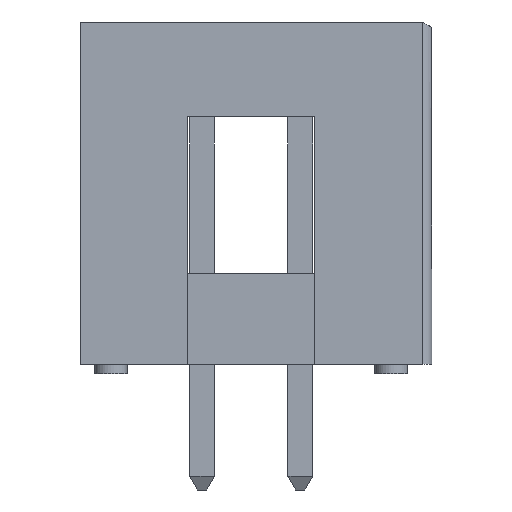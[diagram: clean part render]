
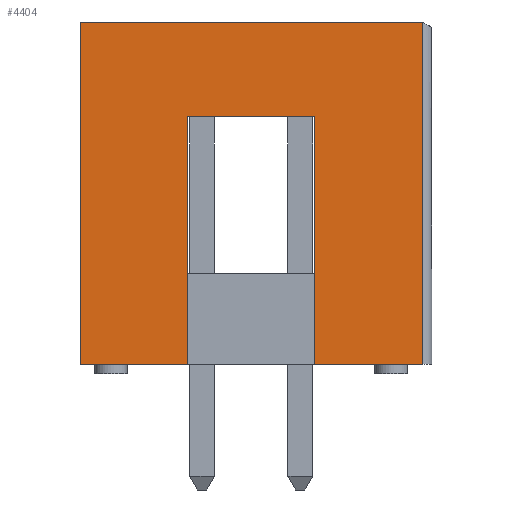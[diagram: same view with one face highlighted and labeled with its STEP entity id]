
A CAD part, front view. The second image highlights one B-rep face of the part: STEP entity #4404.
In plain terms, the highlighted planar face has unit normal (0, -1, 0).
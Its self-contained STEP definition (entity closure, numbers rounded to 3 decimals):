
#235=FACE_OUTER_BOUND('',#505,.T.);
#505=EDGE_LOOP('',(#3376,#3377,#3378,#3379,#3380,#3381,#3382,#3383));
#941=LINE('',#6625,#1527);
#944=LINE('',#6632,#1530);
#945=LINE('',#6633,#1531);
#946=LINE('',#6635,#1532);
#947=LINE('',#6637,#1533);
#948=LINE('',#6639,#1534);
#949=LINE('',#6641,#1535);
#950=LINE('',#6642,#1536);
#1527=VECTOR('',#5446,1000.);
#1530=VECTOR('',#5451,1000.);
#1531=VECTOR('',#5452,1000.);
#1532=VECTOR('',#5453,1000.);
#1533=VECTOR('',#5454,1000.);
#1534=VECTOR('',#5455,1000.);
#1535=VECTOR('',#5456,1000.);
#1536=VECTOR('',#5457,1000.);
#1998=VERTEX_POINT('',#6621);
#2000=VERTEX_POINT('',#6624);
#2002=VERTEX_POINT('',#6630);
#2003=VERTEX_POINT('',#6631);
#2004=VERTEX_POINT('',#6634);
#2005=VERTEX_POINT('',#6636);
#2006=VERTEX_POINT('',#6638);
#2007=VERTEX_POINT('',#6640);
#2483=EDGE_CURVE('',#2000,#1998,#941,.T.);
#2486=EDGE_CURVE('',#2002,#2003,#944,.T.);
#2487=EDGE_CURVE('',#2003,#2000,#945,.T.);
#2488=EDGE_CURVE('',#2004,#1998,#946,.T.);
#2489=EDGE_CURVE('',#2005,#2004,#947,.T.);
#2490=EDGE_CURVE('',#2005,#2006,#948,.T.);
#2491=EDGE_CURVE('',#2007,#2006,#949,.T.);
#2492=EDGE_CURVE('',#2002,#2007,#950,.T.);
#3376=ORIENTED_EDGE('',*,*,#2486,.T.);
#3377=ORIENTED_EDGE('',*,*,#2487,.T.);
#3378=ORIENTED_EDGE('',*,*,#2483,.T.);
#3379=ORIENTED_EDGE('',*,*,#2488,.F.);
#3380=ORIENTED_EDGE('',*,*,#2489,.F.);
#3381=ORIENTED_EDGE('',*,*,#2490,.T.);
#3382=ORIENTED_EDGE('',*,*,#2491,.F.);
#3383=ORIENTED_EDGE('',*,*,#2492,.F.);
#4137=PLANE('',#4710);
#4404=ADVANCED_FACE('',(#235),#4137,.T.);
#4710=AXIS2_PLACEMENT_3D('',#6629,#5449,#5450);
#5446=DIRECTION('',(0.,0.,1.));
#5449=DIRECTION('center_axis',(0.,-1.,0.));
#5450=DIRECTION('ref_axis',(1.,0.,0.));
#5451=DIRECTION('',(0.,0.,-1.));
#5452=DIRECTION('',(1.,0.,0.));
#5453=DIRECTION('',(1.,0.,0.));
#5454=DIRECTION('',(0.,0.,1.));
#5455=DIRECTION('',(1.,0.,0.));
#5456=DIRECTION('',(0.,0.,-1.));
#5457=DIRECTION('',(-1.,0.,0.));
#6621=CARTESIAN_POINT('',(5.695,-15.26,9.1));
#6624=CARTESIAN_POINT('',(5.695,-15.26,0.25));
#6625=CARTESIAN_POINT('',(5.695,-15.26,0.25));
#6629=CARTESIAN_POINT('Origin',(-3.155,-15.26,0.25));
#6630=CARTESIAN_POINT('',(2.92,-15.26,6.65));
#6631=CARTESIAN_POINT('',(2.92,-15.26,0.25));
#6632=CARTESIAN_POINT('',(2.92,-15.26,6.65));
#6633=CARTESIAN_POINT('',(-3.155,-15.26,0.25));
#6634=CARTESIAN_POINT('',(-3.155,-15.26,9.1));
#6635=CARTESIAN_POINT('',(-3.155,-15.26,9.1));
#6636=CARTESIAN_POINT('',(-3.155,-15.26,0.25));
#6637=CARTESIAN_POINT('',(-3.155,-15.26,0.25));
#6638=CARTESIAN_POINT('',(-0.38,-15.26,0.25));
#6639=CARTESIAN_POINT('',(-3.155,-15.26,0.25));
#6640=CARTESIAN_POINT('',(-0.38,-15.26,6.65));
#6641=CARTESIAN_POINT('',(-0.38,-15.26,6.65));
#6642=CARTESIAN_POINT('',(-0.38,-15.26,6.65));
